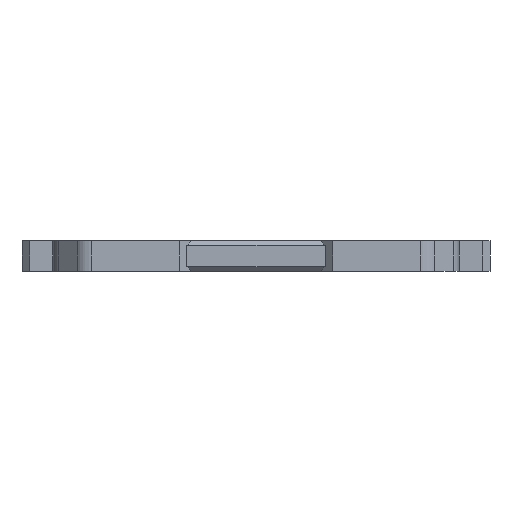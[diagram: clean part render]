
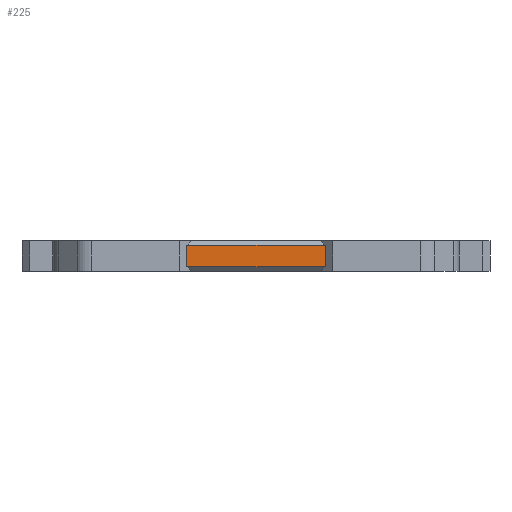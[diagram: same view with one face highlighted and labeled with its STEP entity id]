
A CAD part, left-side view. The second image highlights one B-rep face of the part: STEP entity #225.
In plain terms, the highlighted planar face has unit normal (-1, 0, 0).
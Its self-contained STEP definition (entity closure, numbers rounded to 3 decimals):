
#225=ADVANCED_FACE('',(#889),#891,.T.);
#889=FACE_BOUND('',#890,.T.);
#890=EDGE_LOOP('',(#2563,#2564,#2565,#2566));
#891=PLANE('',#892);
#892=AXIS2_PLACEMENT_3D('',#893,#894,#895);
#893=CARTESIAN_POINT('',(1.,10.,-2.));
#894=DIRECTION('',(-1.,0.,0.));
#895=DIRECTION('',(0.,-1.,0.));
#2563=ORIENTED_EDGE('',*,*,#3539,.F.);
#2564=ORIENTED_EDGE('',*,*,#3540,.F.);
#2565=ORIENTED_EDGE('',*,*,#3541,.T.);
#2566=ORIENTED_EDGE('',*,*,#3537,.T.);
#3537=EDGE_CURVE('',#4400,#4398,#4401,.T.);
#3539=EDGE_CURVE('',#4403,#4398,#4404,.T.);
#3540=EDGE_CURVE('',#4405,#4403,#4406,.T.);
#3541=EDGE_CURVE('',#4405,#4400,#4407,.T.);
#4398=VERTEX_POINT('',#6140);
#4400=VERTEX_POINT('',#6144);
#4401=LINE('',#6145,#6146);
#4403=VERTEX_POINT('',#6151);
#4404=LINE('',#6152,#6153);
#4405=VERTEX_POINT('',#6155);
#4406=LINE('',#6156,#6157);
#4407=LINE('',#6159,#6160);
#6140=CARTESIAN_POINT('',(1.,-9.,1.4));
#6144=CARTESIAN_POINT('',(1.,-9.,-1.4));
#6145=CARTESIAN_POINT('',(1.,-9.,-1.4));
#6146=VECTOR('',#6147,1.);
#6147=DIRECTION('',(0.,0.,1.));
#6151=CARTESIAN_POINT('',(1.,9.,1.4));
#6152=CARTESIAN_POINT('',(1.,9.,1.4));
#6153=VECTOR('',#6154,1.);
#6154=DIRECTION('',(0.,-1.,0.));
#6155=CARTESIAN_POINT('',(1.,9.,-1.4));
#6156=CARTESIAN_POINT('',(1.,9.,-1.4));
#6157=VECTOR('',#6158,1.);
#6158=DIRECTION('',(0.,0.,1.));
#6159=CARTESIAN_POINT('',(1.,9.,-1.4));
#6160=VECTOR('',#6161,1.);
#6161=DIRECTION('',(0.,-1.,0.));
